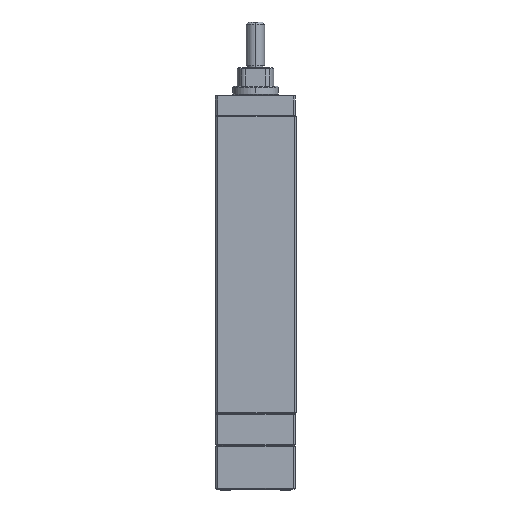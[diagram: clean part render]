
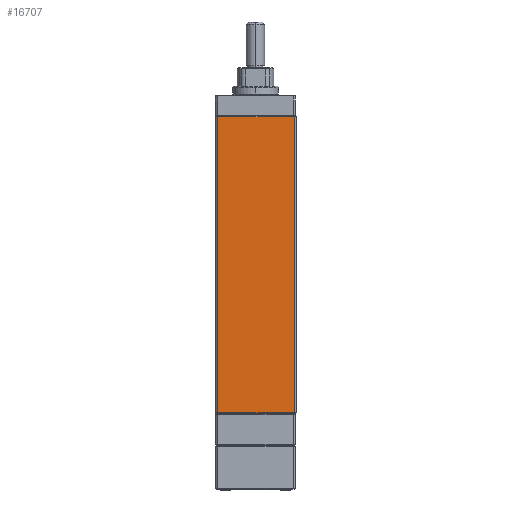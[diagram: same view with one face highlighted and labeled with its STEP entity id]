
A CAD part, left-side view. The second image highlights one B-rep face of the part: STEP entity #16707.
In plain terms, the highlighted planar face has unit normal (-1, 0, 0).
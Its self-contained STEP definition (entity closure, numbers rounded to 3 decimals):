
#534 = EDGE_LOOP ( 'NONE', ( #4965, #11790, #41530, #19291 ) ) ;
#3500 = CARTESIAN_POINT ( 'NONE',  ( -17.5, 16.5, 64.7 ) ) ;
#3522 = VECTOR ( 'NONE', #22608, 1000. ) ;
#3754 = LINE ( 'NONE', #3500, #17965 ) ;
#4670 = LINE ( 'NONE', #20220, #8273 ) ;
#4965 = ORIENTED_EDGE ( 'NONE', *, *, #40992, .T. ) ;
#8273 = VECTOR ( 'NONE', #38576, 1000. ) ;
#9524 = CARTESIAN_POINT ( 'NONE',  ( -17.5, 16.5, 64.7 ) ) ;
#9804 = CARTESIAN_POINT ( 'NONE',  ( -17.5, -17., -64.7 ) ) ;
#11790 = ORIENTED_EDGE ( 'NONE', *, *, #11856, .T. ) ;
#11856 = EDGE_CURVE ( 'NONE', #46479, #24141, #42552, .T. ) ;
#13728 = DIRECTION ( 'NONE',  ( 0., 1., 0. ) ) ;
#16707 = ADVANCED_FACE ( 'NONE', ( #25453 ), #40233, .F. ) ;
#16954 = EDGE_CURVE ( 'NONE', #47923, #32499, #3754, .T. ) ;
#17965 = VECTOR ( 'NONE', #50370, 1000. ) ;
#19291 = ORIENTED_EDGE ( 'NONE', *, *, #16954, .T. ) ;
#20220 = CARTESIAN_POINT ( 'NONE',  ( -17.5, 16.5, 65. ) ) ;
#20869 = DIRECTION ( 'NONE',  ( 1., 0., 0. ) ) ;
#22475 = VECTOR ( 'NONE', #46366, 1000. ) ;
#22608 = DIRECTION ( 'NONE',  ( 0., 0., 1. ) ) ;
#24141 = VERTEX_POINT ( 'NONE', #9804 ) ;
#25273 = AXIS2_PLACEMENT_3D ( 'NONE', #32574, #20869, #13728 ) ;
#25453 = FACE_OUTER_BOUND ( 'NONE', #534, .T. ) ;
#32499 = VERTEX_POINT ( 'NONE', #9524 ) ;
#32574 = CARTESIAN_POINT ( 'NONE',  ( -17.5, 17.5, 65. ) ) ;
#33947 = CARTESIAN_POINT ( 'NONE',  ( -17.5, -17., 64.7 ) ) ;
#37635 = CARTESIAN_POINT ( 'NONE',  ( -17.5, -17., 65. ) ) ;
#38576 = DIRECTION ( 'NONE',  ( 0., 0., -1. ) ) ;
#39237 = CARTESIAN_POINT ( 'NONE',  ( -17.5, 17.5, -64.7 ) ) ;
#40233 = PLANE ( 'NONE',  #25273 ) ;
#40992 = EDGE_CURVE ( 'NONE', #32499, #46479, #4670, .T. ) ;
#41530 = ORIENTED_EDGE ( 'NONE', *, *, #45876, .T. ) ;
#41714 = LINE ( 'NONE', #37635, #3522 ) ;
#42552 = LINE ( 'NONE', #39237, #22475 ) ;
#45876 = EDGE_CURVE ( 'NONE', #24141, #47923, #41714, .T. ) ;
#46366 = DIRECTION ( 'NONE',  ( 0., -1., 0. ) ) ;
#46479 = VERTEX_POINT ( 'NONE', #46987 ) ;
#46987 = CARTESIAN_POINT ( 'NONE',  ( -17.5, 16.5, -64.7 ) ) ;
#47923 = VERTEX_POINT ( 'NONE', #33947 ) ;
#50370 = DIRECTION ( 'NONE',  ( 0., 1., 0. ) ) ;
